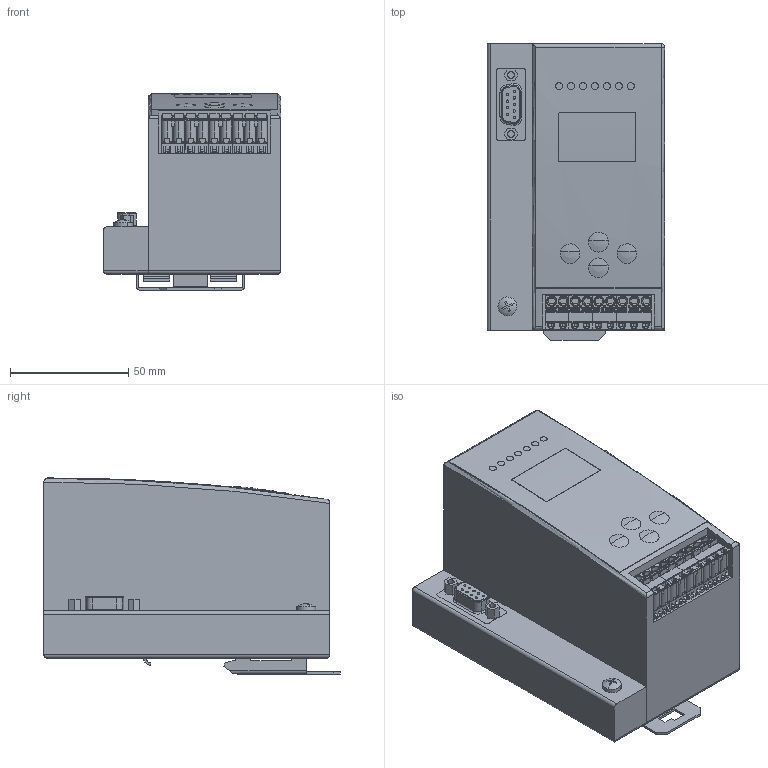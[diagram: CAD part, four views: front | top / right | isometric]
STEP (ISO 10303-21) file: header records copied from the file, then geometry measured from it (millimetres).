
FILE_DESCRIPTION((''),'2;1');
FILE_NAME('DM_CAD-2237_ASM','2016-03-02T',('Creinig-se'),(''),'PRO/ENGINEER BY PARAMETRIC TECHNOLOGY CORPORATION, 2013050','PRO/ENGINEER BY PARAMETRIC TECHNOLOGY CORPORATION, 2013050','');
FILE_SCHEMA(('CONFIG_CONTROL_DESIGN'));
Length unit declared in the file: centimetre
Products named in the file (19): DM_CAD-2237_1; DM_CAD-0406B_396; DM_CAD-0406B_397; DM_CAD-0406B_398; DM_CAD-0406B_399_ASM; DM_CAD-0406B_400; DM_CAD-0406B_401_ASM; DM_CAD-0406B_402_ASM; DM_CAD-0406B_403; DM_CAD-0406B_3; DM_CAD-0406B_0; DM_CAD-0406B_120584_ASM; DM_CAD-2237_2; DM_CAD-0406B_408; DM_CAD-0406B_409; DM_CAD-0406B_1; DM_CAD-0406B_411; DM_CAD-0406B_412_ASM; DM_CAD-2237_ASM
Assembly tree (26 placements, depth 5):
  DM_CAD-2237_ASM
    DM_CAD-2237_1
    DM_CAD-0406B_396
    DM_CAD-0406B_402_ASM
      DM_CAD-0406B_401_ASM
        DM_CAD-0406B_397
        DM_CAD-0406B_399_ASM
          DM_CAD-0406B_398  x7
        DM_CAD-0406B_400
    DM_CAD-0406B_403
    DM_CAD-0406B_120584_ASM
      DM_CAD-0406B_3
      DM_CAD-0406B_0
    DM_CAD-2237_2
    DM_CAD-0406B_408  x2
    DM_CAD-0406B_409
    DM_CAD-0406B_412_ASM
      DM_CAD-0406B_1
      DM_CAD-0406B_411  x2
Bounding box: 75.01 x 125.29 x 82.95 mm (x, y, z)
Volume: 544443.4 mm3; surface area: 76717.7 mm2
Topology: 21 solids, 21 shells, 1737 faces, 4650 edges, 3020 vertices
Faces by surface type: plane 1035, cylinder 615, cone 38, torus 35, sphere 12, bspline 2
Entity records: 54527 total; most frequent: CARTESIAN_POINT 8488, DIRECTION 7618, ORIENTED_EDGE 7486, EDGE_CURVE 3743, PRESENTATION_STYLE_ASSIGNMENT 3240, STYLED_ITEM 3240, CURVE_STYLE 3231, AXIS2_PLACEMENT_3D 2540
